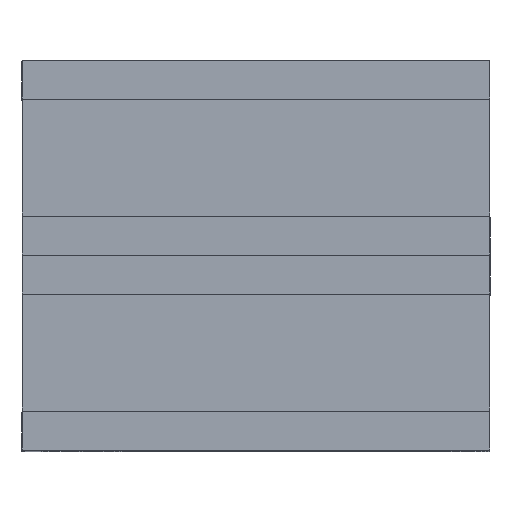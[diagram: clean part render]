
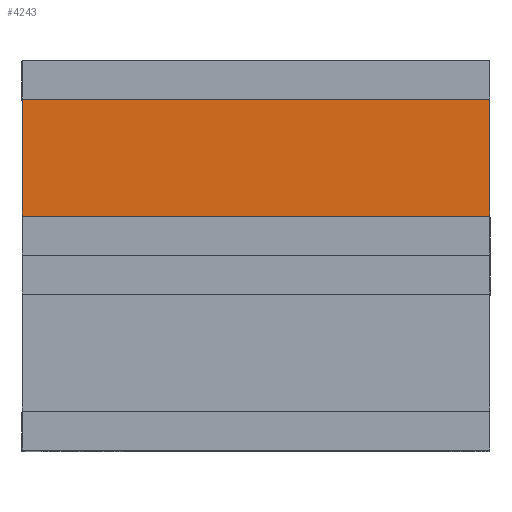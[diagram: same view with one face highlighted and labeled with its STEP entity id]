
A CAD part, top view. The second image highlights one B-rep face of the part: STEP entity #4243.
In plain terms, the highlighted planar face has unit normal (0, 0, 1).
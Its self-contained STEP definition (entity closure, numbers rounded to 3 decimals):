
#531=FACE_OUTER_BOUND('',#791,.T.);
#791=EDGE_LOOP('',(#3325,#3326,#3327,#3328));
#1146=LINE('',#6663,#1550);
#1148=LINE('',#6673,#1552);
#1149=LINE('',#6675,#1553);
#1150=LINE('',#6676,#1554);
#1550=VECTOR('',#5385,10.);
#1552=VECTOR('',#5401,10.);
#1553=VECTOR('',#5402,10.);
#1554=VECTOR('',#5403,10.);
#1957=VERTEX_POINT('',#6660);
#1958=VERTEX_POINT('',#6662);
#1959=VERTEX_POINT('',#6672);
#1960=VERTEX_POINT('',#6674);
#2450=EDGE_CURVE('',#1958,#1957,#1146,.T.);
#2456=EDGE_CURVE('',#1959,#1957,#1148,.T.);
#2457=EDGE_CURVE('',#1960,#1959,#1149,.T.);
#2458=EDGE_CURVE('',#1958,#1960,#1150,.T.);
#3325=ORIENTED_EDGE('',*,*,#2456,.F.);
#3326=ORIENTED_EDGE('',*,*,#2457,.F.);
#3327=ORIENTED_EDGE('',*,*,#2458,.F.);
#3328=ORIENTED_EDGE('',*,*,#2450,.T.);
#4073=PLANE('',#4589);
#4243=ADVANCED_FACE('',(#531),#4073,.T.);
#4589=AXIS2_PLACEMENT_3D('',#6671,#5399,#5400);
#5385=DIRECTION('',(0.,-1.,0.));
#5399=DIRECTION('center_axis',(0.,0.,1.));
#5400=DIRECTION('ref_axis',(-1.,0.,0.));
#5401=DIRECTION('',(-1.,0.,0.));
#5402=DIRECTION('',(0.,-1.,0.));
#5403=DIRECTION('',(1.,0.,0.));
#6660=CARTESIAN_POINT('',(-6.,0.,25.5));
#6662=CARTESIAN_POINT('',(-6.,3.,25.5));
#6663=CARTESIAN_POINT('',(-6.,3.,25.5));
#6671=CARTESIAN_POINT('Origin',(6.,3.,25.5));
#6672=CARTESIAN_POINT('',(6.,0.,25.5));
#6673=CARTESIAN_POINT('',(3.,0.,25.5));
#6674=CARTESIAN_POINT('',(6.,3.,25.5));
#6675=CARTESIAN_POINT('',(6.,3.,25.5));
#6676=CARTESIAN_POINT('',(-6.,3.,25.5));
